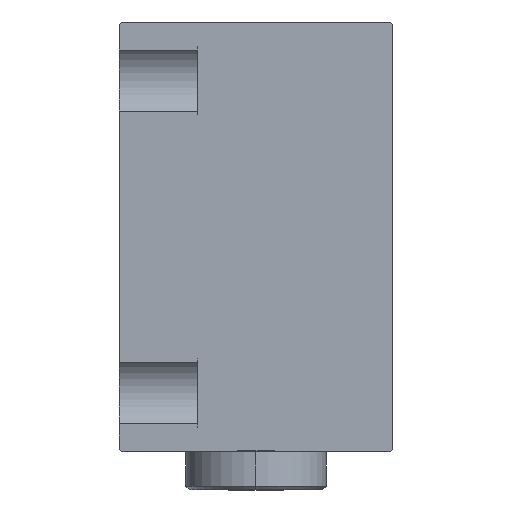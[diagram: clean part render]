
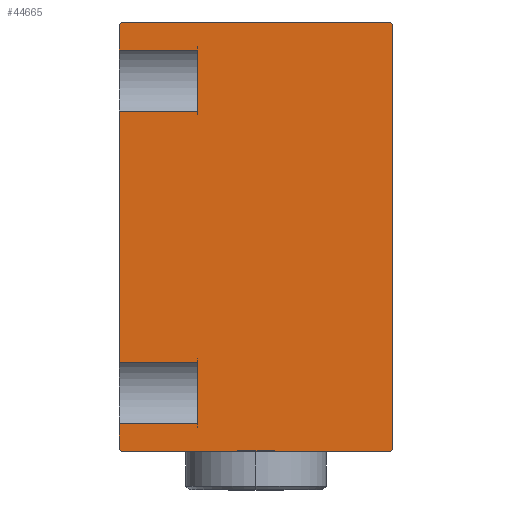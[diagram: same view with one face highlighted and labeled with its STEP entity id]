
A CAD part, left-side view. The second image highlights one B-rep face of the part: STEP entity #44665.
In plain terms, the highlighted face is planar.
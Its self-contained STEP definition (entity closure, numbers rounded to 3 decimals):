
#20 = VERTEX_POINT ( 'NONE', #29982 ) ;
#652 = VERTEX_POINT ( 'NONE', #26140 ) ;
#684 = DIRECTION ( 'NONE',  ( 1., 0., 0. ) ) ;
#1134 = LINE ( 'NONE', #1363, #24078 ) ;
#1337 = DIRECTION ( 'NONE',  ( 0., -0.707, 0.707 ) ) ;
#1349 = VERTEX_POINT ( 'NONE', #21918 ) ;
#1363 = CARTESIAN_POINT ( 'NONE',  ( 56., -7.5, -23.913 ) ) ;
#1660 = CARTESIAN_POINT ( 'NONE',  ( 56., -7.5, 0. ) ) ;
#2028 = CARTESIAN_POINT ( 'NONE',  ( 56., -22.35, -22.35 ) ) ;
#2177 = CARTESIAN_POINT ( 'NONE',  ( 56., -17.5, -27.5 ) ) ;
#3181 = ORIENTED_EDGE ( 'NONE', *, *, #24443, .T. ) ;
#4530 = VECTOR ( 'NONE', #1337, 1000. ) ;
#4659 = EDGE_CURVE ( 'NONE', #23282, #24100, #8867, .T. ) ;
#4761 = DIRECTION ( 'NONE',  ( 0., 0.707, 0.707 ) ) ;
#5868 = ORIENTED_EDGE ( 'NONE', *, *, #33869, .F. ) ;
#6165 = DIRECTION ( 'NONE',  ( 0., 0., -1. ) ) ;
#6220 = VECTOR ( 'NONE', #14851, 1000. ) ;
#6458 = CARTESIAN_POINT ( 'NONE',  ( 56., -17.5, -16.087 ) ) ;
#6648 = VECTOR ( 'NONE', #20329, 1000. ) ;
#6697 = CARTESIAN_POINT ( 'NONE',  ( 56., -7.5, -16.087 ) ) ;
#7250 = CARTESIAN_POINT ( 'NONE',  ( 56., 17.2, -27.5 ) ) ;
#7295 = ORIENTED_EDGE ( 'NONE', *, *, #36700, .T. ) ;
#7440 = EDGE_CURVE ( 'NONE', #20, #13604, #37786, .T. ) ;
#7777 = DIRECTION ( 'NONE',  ( 0., 1., 0. ) ) ;
#8867 = LINE ( 'NONE', #1660, #14027 ) ;
#8907 = VERTEX_POINT ( 'NONE', #36997 ) ;
#9264 = VERTEX_POINT ( 'NONE', #29309 ) ;
#9475 = LINE ( 'NONE', #2028, #30570 ) ;
#9583 = DIRECTION ( 'NONE',  ( 0., -1., 0. ) ) ;
#10150 = VERTEX_POINT ( 'NONE', #42610 ) ;
#11073 = VECTOR ( 'NONE', #33721, 1000. ) ;
#11396 = CARTESIAN_POINT ( 'NONE',  ( 56., 17.2, 27.5 ) ) ;
#11849 = FACE_OUTER_BOUND ( 'NONE', #30405, .T. ) ;
#11911 = VECTOR ( 'NONE', #41991, 1000. ) ;
#12053 = CARTESIAN_POINT ( 'NONE',  ( 56., -7.5, -23.913 ) ) ;
#12101 = CARTESIAN_POINT ( 'NONE',  ( 56., -7.5, -16.087 ) ) ;
#13533 = ORIENTED_EDGE ( 'NONE', *, *, #38727, .F. ) ;
#13604 = VERTEX_POINT ( 'NONE', #7250 ) ;
#13871 = VERTEX_POINT ( 'NONE', #37492 ) ;
#14027 = VECTOR ( 'NONE', #23081, 1000. ) ;
#14169 = CARTESIAN_POINT ( 'NONE',  ( 56., -22.35, 22.35 ) ) ;
#14519 = LINE ( 'NONE', #39669, #33455 ) ;
#14521 = EDGE_CURVE ( 'NONE', #13871, #41612, #29732, .T. ) ;
#14851 = DIRECTION ( 'NONE',  ( 0., -0.707, -0.707 ) ) ;
#14872 = DIRECTION ( 'NONE',  ( 0., 0., -1. ) ) ;
#15066 = CARTESIAN_POINT ( 'NONE',  ( 56., 22.35, 22.35 ) ) ;
#15223 = LINE ( 'NONE', #29430, #45608 ) ;
#15342 = PLANE ( 'NONE',  #23132 ) ;
#15543 = LINE ( 'NONE', #26497, #11073 ) ;
#15789 = DIRECTION ( 'NONE',  ( 0., 1., 0. ) ) ;
#16070 = CARTESIAN_POINT ( 'NONE',  ( 56., -17.2, 27.5 ) ) ;
#16077 = ORIENTED_EDGE ( 'NONE', *, *, #20017, .T. ) ;
#18365 = CARTESIAN_POINT ( 'NONE',  ( 56., 0., 0. ) ) ;
#18675 = ORIENTED_EDGE ( 'NONE', *, *, #14521, .T. ) ;
#18936 = EDGE_CURVE ( 'NONE', #13604, #29212, #36642, .T. ) ;
#19375 = ORIENTED_EDGE ( 'NONE', *, *, #43808, .T. ) ;
#19743 = EDGE_CURVE ( 'NONE', #10150, #1349, #15223, .T. ) ;
#19852 = EDGE_CURVE ( 'NONE', #8907, #41129, #23628, .T. ) ;
#20017 = EDGE_CURVE ( 'NONE', #31422, #10150, #46083, .T. ) ;
#20166 = EDGE_CURVE ( 'NONE', #652, #25515, #1134, .T. ) ;
#20181 = DIRECTION ( 'NONE',  ( 0., 0.707, -0.707 ) ) ;
#20329 = DIRECTION ( 'NONE',  ( 0., -1., 0. ) ) ;
#20547 = ORIENTED_EDGE ( 'NONE', *, *, #19852, .T. ) ;
#21013 = DIRECTION ( 'NONE',  ( 0., 0., -1. ) ) ;
#21311 = VECTOR ( 'NONE', #22826, 1000. ) ;
#21659 = ORIENTED_EDGE ( 'NONE', *, *, #20166, .F. ) ;
#21915 = CARTESIAN_POINT ( 'NONE',  ( 56., -17.5, 27.5 ) ) ;
#21918 = CARTESIAN_POINT ( 'NONE',  ( 56., -17.5, 23.913 ) ) ;
#22290 = VECTOR ( 'NONE', #27314, 1000. ) ;
#22826 = DIRECTION ( 'NONE',  ( 0., -1., 0. ) ) ;
#23081 = DIRECTION ( 'NONE',  ( 0., 0., -1. ) ) ;
#23132 = AXIS2_PLACEMENT_3D ( 'NONE', #18365, #684, #14872 ) ;
#23282 = VERTEX_POINT ( 'NONE', #45737 ) ;
#23383 = LINE ( 'NONE', #27785, #11911 ) ;
#23628 = LINE ( 'NONE', #38045, #30710 ) ;
#24078 = VECTOR ( 'NONE', #15789, 1000. ) ;
#24100 = VERTEX_POINT ( 'NONE', #45966 ) ;
#24211 = ORIENTED_EDGE ( 'NONE', *, *, #4659, .T. ) ;
#24292 = LINE ( 'NONE', #41275, #6648 ) ;
#24443 = EDGE_CURVE ( 'NONE', #652, #9264, #38923, .T. ) ;
#24546 = ORIENTED_EDGE ( 'NONE', *, *, #46084, .T. ) ;
#24593 = ORIENTED_EDGE ( 'NONE', *, *, #36170, .T. ) ;
#25515 = VERTEX_POINT ( 'NONE', #12053 ) ;
#25698 = CARTESIAN_POINT ( 'NONE',  ( 56., 22.35, -22.35 ) ) ;
#26066 = LINE ( 'NONE', #12101, #21311 ) ;
#26067 = ORIENTED_EDGE ( 'NONE', *, *, #18936, .T. ) ;
#26140 = CARTESIAN_POINT ( 'NONE',  ( 56., -17.5, -23.913 ) ) ;
#26497 = CARTESIAN_POINT ( 'NONE',  ( 56., 17.5, -27.5 ) ) ;
#26985 = VECTOR ( 'NONE', #4761, 1000. ) ;
#27314 = DIRECTION ( 'NONE',  ( 0., 1., 0. ) ) ;
#27785 = CARTESIAN_POINT ( 'NONE',  ( 56., -7.5, 0. ) ) ;
#29212 = VERTEX_POINT ( 'NONE', #31572 ) ;
#29309 = CARTESIAN_POINT ( 'NONE',  ( 56., -17.5, -27.2 ) ) ;
#29430 = CARTESIAN_POINT ( 'NONE',  ( 56., -17.5, 27.5 ) ) ;
#29732 = LINE ( 'NONE', #15066, #4530 ) ;
#29982 = CARTESIAN_POINT ( 'NONE',  ( 56., -17.2, -27.5 ) ) ;
#30405 = EDGE_LOOP ( 'NONE', ( #40029, #26067, #7295, #18675, #24593, #16077, #32248, #32039, #24211, #13533, #20547, #5868, #19375, #21659, #3181, #24546 ) ) ;
#30570 = VECTOR ( 'NONE', #20181, 1000. ) ;
#30710 = VECTOR ( 'NONE', #6165, 1000. ) ;
#31422 = VERTEX_POINT ( 'NONE', #16070 ) ;
#31572 = CARTESIAN_POINT ( 'NONE',  ( 56., 17.5, -27.2 ) ) ;
#32039 = ORIENTED_EDGE ( 'NONE', *, *, #44466, .F. ) ;
#32248 = ORIENTED_EDGE ( 'NONE', *, *, #19743, .T. ) ;
#33455 = VECTOR ( 'NONE', #7777, 1000. ) ;
#33522 = VECTOR ( 'NONE', #9583, 1000. ) ;
#33721 = DIRECTION ( 'NONE',  ( 0., 0., 1. ) ) ;
#33869 = EDGE_CURVE ( 'NONE', #36786, #41129, #26066, .T. ) ;
#34492 = CARTESIAN_POINT ( 'NONE',  ( 56., -7.5, 23.913 ) ) ;
#36170 = EDGE_CURVE ( 'NONE', #41612, #31422, #24292, .T. ) ;
#36642 = LINE ( 'NONE', #25698, #26985 ) ;
#36700 = EDGE_CURVE ( 'NONE', #29212, #13871, #15543, .T. ) ;
#36786 = VERTEX_POINT ( 'NONE', #6697 ) ;
#36997 = CARTESIAN_POINT ( 'NONE',  ( 56., -17.5, 16.087 ) ) ;
#37112 = DIRECTION ( 'NONE',  ( 0., 0., -1. ) ) ;
#37281 = LINE ( 'NONE', #34492, #33522 ) ;
#37492 = CARTESIAN_POINT ( 'NONE',  ( 56., 17.5, 27.2 ) ) ;
#37786 = LINE ( 'NONE', #2177, #22290 ) ;
#38045 = CARTESIAN_POINT ( 'NONE',  ( 56., -17.5, 27.5 ) ) ;
#38727 = EDGE_CURVE ( 'NONE', #8907, #24100, #14519, .T. ) ;
#38923 = LINE ( 'NONE', #21915, #42713 ) ;
#39669 = CARTESIAN_POINT ( 'NONE',  ( 56., -7.5, 16.087 ) ) ;
#40029 = ORIENTED_EDGE ( 'NONE', *, *, #7440, .T. ) ;
#41129 = VERTEX_POINT ( 'NONE', #6458 ) ;
#41275 = CARTESIAN_POINT ( 'NONE',  ( 56., 17.5, 27.5 ) ) ;
#41612 = VERTEX_POINT ( 'NONE', #11396 ) ;
#41991 = DIRECTION ( 'NONE',  ( 0., 0., -1. ) ) ;
#42610 = CARTESIAN_POINT ( 'NONE',  ( 56., -17.5, 27.2 ) ) ;
#42713 = VECTOR ( 'NONE', #21013, 1000. ) ;
#43808 = EDGE_CURVE ( 'NONE', #36786, #25515, #23383, .T. ) ;
#44466 = EDGE_CURVE ( 'NONE', #23282, #1349, #37281, .T. ) ;
#44665 = ADVANCED_FACE ( 'NONE', ( #11849 ), #15342, .T. ) ;
#45608 = VECTOR ( 'NONE', #37112, 1000. ) ;
#45737 = CARTESIAN_POINT ( 'NONE',  ( 56., -7.5, 23.913 ) ) ;
#45966 = CARTESIAN_POINT ( 'NONE',  ( 56., -7.5, 16.087 ) ) ;
#46083 = LINE ( 'NONE', #14169, #6220 ) ;
#46084 = EDGE_CURVE ( 'NONE', #9264, #20, #9475, .T. ) ;
